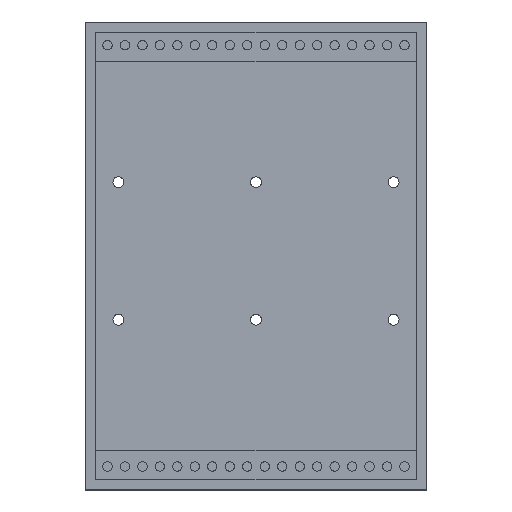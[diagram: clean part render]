
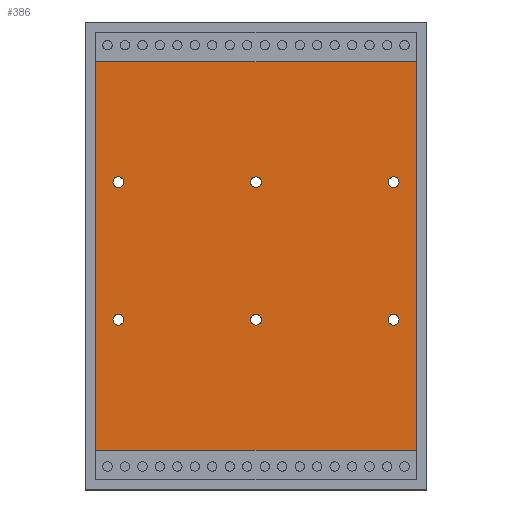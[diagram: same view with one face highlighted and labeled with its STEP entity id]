
A CAD part, top view. The second image highlights one B-rep face of the part: STEP entity #386.
In plain terms, the highlighted planar face has unit normal (0, 0, 1).
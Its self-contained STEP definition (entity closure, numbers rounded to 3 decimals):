
#107=CARTESIAN_POINT('',(87.004,67.827,25.225));
#108=DIRECTION('',(0.,0.,1.));
#109=DIRECTION('',(1.,0.,0.));
#110=AXIS2_PLACEMENT_3D('',#107,#108,#109);
#111=PLANE('',#110);
#112=CARTESIAN_POINT('',(4.001,49.329,25.225));
#113=VERTEX_POINT('',#112);
#114=CARTESIAN_POINT('',(7.201,49.329,25.225));
#115=VERTEX_POINT('',#114);
#116=CARTESIAN_POINT('',(5.601,49.329,25.225));
#117=DIRECTION('',(0.,0.,1.));
#118=DIRECTION('',(1.,0.,-0.));
#119=AXIS2_PLACEMENT_3D('',#116,#117,#118);
#120=CIRCLE('',#119,1.6);
#121=EDGE_CURVE('',#113,#115,#120,.T.);
#122=ORIENTED_EDGE('',*,*,#121,.F.);
#123=CARTESIAN_POINT('',(5.601,49.329,25.225));
#124=DIRECTION('',(0.,0.,1.));
#125=DIRECTION('',(1.,0.,-0.));
#126=AXIS2_PLACEMENT_3D('',#123,#124,#125);
#127=CIRCLE('',#126,1.6);
#128=EDGE_CURVE('',#115,#113,#127,.T.);
#129=ORIENTED_EDGE('',*,*,#128,.F.);
#130=EDGE_LOOP('',(#122,#129));
#131=FACE_BOUND('',#130,.T.);
#132=CARTESIAN_POINT('',(4.001,9.329,25.225));
#133=VERTEX_POINT('',#132);
#134=CARTESIAN_POINT('',(7.201,9.329,25.225));
#135=VERTEX_POINT('',#134);
#136=CARTESIAN_POINT('',(5.601,9.329,25.225));
#137=DIRECTION('',(0.,0.,1.));
#138=DIRECTION('',(1.,0.,-0.));
#139=AXIS2_PLACEMENT_3D('',#136,#137,#138);
#140=CIRCLE('',#139,1.6);
#141=EDGE_CURVE('',#133,#135,#140,.T.);
#142=ORIENTED_EDGE('',*,*,#141,.F.);
#143=CARTESIAN_POINT('',(5.601,9.329,25.225));
#144=DIRECTION('',(0.,0.,1.));
#145=DIRECTION('',(1.,0.,-0.));
#146=AXIS2_PLACEMENT_3D('',#143,#144,#145);
#147=CIRCLE('',#146,1.6);
#148=EDGE_CURVE('',#135,#133,#147,.T.);
#149=ORIENTED_EDGE('',*,*,#148,.F.);
#150=EDGE_LOOP('',(#142,#149));
#151=FACE_BOUND('',#150,.T.);
#152=CARTESIAN_POINT('',(44.001,9.329,25.225));
#153=VERTEX_POINT('',#152);
#154=CARTESIAN_POINT('',(47.201,9.329,25.225));
#155=VERTEX_POINT('',#154);
#156=CARTESIAN_POINT('',(45.601,9.329,25.225));
#157=DIRECTION('',(0.,0.,1.));
#158=DIRECTION('',(1.,0.,-0.));
#159=AXIS2_PLACEMENT_3D('',#156,#157,#158);
#160=CIRCLE('',#159,1.6);
#161=EDGE_CURVE('',#153,#155,#160,.T.);
#162=ORIENTED_EDGE('',*,*,#161,.F.);
#163=CARTESIAN_POINT('',(45.601,9.329,25.225));
#164=DIRECTION('',(0.,0.,1.));
#165=DIRECTION('',(1.,0.,-0.));
#166=AXIS2_PLACEMENT_3D('',#163,#164,#165);
#167=CIRCLE('',#166,1.6);
#168=EDGE_CURVE('',#155,#153,#167,.T.);
#169=ORIENTED_EDGE('',*,*,#168,.F.);
#170=EDGE_LOOP('',(#162,#169));
#171=FACE_BOUND('',#170,.T.);
#172=CARTESIAN_POINT('',(44.001,49.329,25.225));
#173=VERTEX_POINT('',#172);
#174=CARTESIAN_POINT('',(47.201,49.329,25.225));
#175=VERTEX_POINT('',#174);
#176=CARTESIAN_POINT('',(45.601,49.329,25.225));
#177=DIRECTION('',(0.,0.,1.));
#178=DIRECTION('',(1.,0.,-0.));
#179=AXIS2_PLACEMENT_3D('',#176,#177,#178);
#180=CIRCLE('',#179,1.6);
#181=EDGE_CURVE('',#173,#175,#180,.T.);
#182=ORIENTED_EDGE('',*,*,#181,.F.);
#183=CARTESIAN_POINT('',(45.601,49.329,25.225));
#184=DIRECTION('',(0.,0.,1.));
#185=DIRECTION('',(1.,0.,-0.));
#186=AXIS2_PLACEMENT_3D('',#183,#184,#185);
#187=CIRCLE('',#186,1.6);
#188=EDGE_CURVE('',#175,#173,#187,.T.);
#189=ORIENTED_EDGE('',*,*,#188,.F.);
#190=EDGE_LOOP('',(#182,#189));
#191=FACE_BOUND('',#190,.T.);
#192=CARTESIAN_POINT('',(44.001,89.329,25.225));
#193=VERTEX_POINT('',#192);
#194=CARTESIAN_POINT('',(47.201,89.329,25.225));
#195=VERTEX_POINT('',#194);
#196=CARTESIAN_POINT('',(45.601,89.329,25.225));
#197=DIRECTION('',(0.,0.,1.));
#198=DIRECTION('',(1.,0.,-0.));
#199=AXIS2_PLACEMENT_3D('',#196,#197,#198);
#200=CIRCLE('',#199,1.6);
#201=EDGE_CURVE('',#193,#195,#200,.T.);
#202=ORIENTED_EDGE('',*,*,#201,.F.);
#203=CARTESIAN_POINT('',(45.601,89.329,25.225));
#204=DIRECTION('',(0.,0.,1.));
#205=DIRECTION('',(1.,0.,-0.));
#206=AXIS2_PLACEMENT_3D('',#203,#204,#205);
#207=CIRCLE('',#206,1.6);
#208=EDGE_CURVE('',#195,#193,#207,.T.);
#209=ORIENTED_EDGE('',*,*,#208,.F.);
#210=EDGE_LOOP('',(#202,#209));
#211=FACE_BOUND('',#210,.T.);
#212=CARTESIAN_POINT('',(44.001,129.329,25.225));
#213=VERTEX_POINT('',#212);
#214=CARTESIAN_POINT('',(47.201,129.329,25.225));
#215=VERTEX_POINT('',#214);
#216=CARTESIAN_POINT('',(45.601,129.329,25.225));
#217=DIRECTION('',(0.,0.,1.));
#218=DIRECTION('',(1.,0.,-0.));
#219=AXIS2_PLACEMENT_3D('',#216,#217,#218);
#220=CIRCLE('',#219,1.6);
#221=EDGE_CURVE('',#213,#215,#220,.T.);
#222=ORIENTED_EDGE('',*,*,#221,.F.);
#223=CARTESIAN_POINT('',(45.601,129.329,25.225));
#224=DIRECTION('',(0.,0.,1.));
#225=DIRECTION('',(1.,0.,-0.));
#226=AXIS2_PLACEMENT_3D('',#223,#224,#225);
#227=CIRCLE('',#226,1.6);
#228=EDGE_CURVE('',#215,#213,#227,.T.);
#229=ORIENTED_EDGE('',*,*,#228,.F.);
#230=EDGE_LOOP('',(#222,#229));
#231=FACE_BOUND('',#230,.T.);
#232=CARTESIAN_POINT('',(84.001,89.329,25.225));
#233=VERTEX_POINT('',#232);
#234=CARTESIAN_POINT('',(87.201,89.329,25.225));
#235=VERTEX_POINT('',#234);
#236=CARTESIAN_POINT('',(85.601,89.329,25.225));
#237=DIRECTION('',(0.,0.,1.));
#238=DIRECTION('',(1.,0.,-0.));
#239=AXIS2_PLACEMENT_3D('',#236,#237,#238);
#240=CIRCLE('',#239,1.6);
#241=EDGE_CURVE('',#233,#235,#240,.T.);
#242=ORIENTED_EDGE('',*,*,#241,.F.);
#243=CARTESIAN_POINT('',(85.601,89.329,25.225));
#244=DIRECTION('',(0.,0.,1.));
#245=DIRECTION('',(1.,0.,-0.));
#246=AXIS2_PLACEMENT_3D('',#243,#244,#245);
#247=CIRCLE('',#246,1.6);
#248=EDGE_CURVE('',#235,#233,#247,.T.);
#249=ORIENTED_EDGE('',*,*,#248,.F.);
#250=EDGE_LOOP('',(#242,#249));
#251=FACE_BOUND('',#250,.T.);
#252=CARTESIAN_POINT('',(84.001,129.329,25.225));
#253=VERTEX_POINT('',#252);
#254=CARTESIAN_POINT('',(87.201,129.329,25.225));
#255=VERTEX_POINT('',#254);
#256=CARTESIAN_POINT('',(85.601,129.329,25.225));
#257=DIRECTION('',(0.,0.,1.));
#258=DIRECTION('',(1.,0.,-0.));
#259=AXIS2_PLACEMENT_3D('',#256,#257,#258);
#260=CIRCLE('',#259,1.6);
#261=EDGE_CURVE('',#253,#255,#260,.T.);
#262=ORIENTED_EDGE('',*,*,#261,.F.);
#263=CARTESIAN_POINT('',(85.601,129.329,25.225));
#264=DIRECTION('',(0.,0.,1.));
#265=DIRECTION('',(1.,0.,-0.));
#266=AXIS2_PLACEMENT_3D('',#263,#264,#265);
#267=CIRCLE('',#266,1.6);
#268=EDGE_CURVE('',#255,#253,#267,.T.);
#269=ORIENTED_EDGE('',*,*,#268,.F.);
#270=EDGE_LOOP('',(#262,#269));
#271=FACE_BOUND('',#270,.T.);
#272=CARTESIAN_POINT('',(84.001,49.329,25.225));
#273=VERTEX_POINT('',#272);
#274=CARTESIAN_POINT('',(87.201,49.329,25.225));
#275=VERTEX_POINT('',#274);
#276=CARTESIAN_POINT('',(85.601,49.329,25.225));
#277=DIRECTION('',(0.,0.,1.));
#278=DIRECTION('',(1.,0.,-0.));
#279=AXIS2_PLACEMENT_3D('',#276,#277,#278);
#280=CIRCLE('',#279,1.6);
#281=EDGE_CURVE('',#273,#275,#280,.T.);
#282=ORIENTED_EDGE('',*,*,#281,.F.);
#283=CARTESIAN_POINT('',(85.601,49.329,25.225));
#284=DIRECTION('',(0.,0.,1.));
#285=DIRECTION('',(1.,0.,-0.));
#286=AXIS2_PLACEMENT_3D('',#283,#284,#285);
#287=CIRCLE('',#286,1.6);
#288=EDGE_CURVE('',#275,#273,#287,.T.);
#289=ORIENTED_EDGE('',*,*,#288,.F.);
#290=EDGE_LOOP('',(#282,#289));
#291=FACE_BOUND('',#290,.T.);
#292=CARTESIAN_POINT('',(84.001,9.329,25.225));
#293=VERTEX_POINT('',#292);
#294=CARTESIAN_POINT('',(87.201,9.329,25.225));
#295=VERTEX_POINT('',#294);
#296=CARTESIAN_POINT('',(85.601,9.329,25.225));
#297=DIRECTION('',(0.,0.,1.));
#298=DIRECTION('',(1.,0.,-0.));
#299=AXIS2_PLACEMENT_3D('',#296,#297,#298);
#300=CIRCLE('',#299,1.6);
#301=EDGE_CURVE('',#293,#295,#300,.T.);
#302=ORIENTED_EDGE('',*,*,#301,.F.);
#303=CARTESIAN_POINT('',(85.601,9.329,25.225));
#304=DIRECTION('',(0.,0.,1.));
#305=DIRECTION('',(1.,0.,-0.));
#306=AXIS2_PLACEMENT_3D('',#303,#304,#305);
#307=CIRCLE('',#306,1.6);
#308=EDGE_CURVE('',#295,#293,#307,.T.);
#309=ORIENTED_EDGE('',*,*,#308,.F.);
#310=EDGE_LOOP('',(#302,#309));
#311=FACE_BOUND('',#310,.T.);
#312=CARTESIAN_POINT('',(4.001,129.329,25.225));
#313=VERTEX_POINT('',#312);
#314=CARTESIAN_POINT('',(7.201,129.329,25.225));
#315=VERTEX_POINT('',#314);
#316=CARTESIAN_POINT('',(5.601,129.329,25.225));
#317=DIRECTION('',(0.,0.,1.));
#318=DIRECTION('',(1.,0.,-0.));
#319=AXIS2_PLACEMENT_3D('',#316,#317,#318);
#320=CIRCLE('',#319,1.6);
#321=EDGE_CURVE('',#313,#315,#320,.T.);
#322=ORIENTED_EDGE('',*,*,#321,.F.);
#323=CARTESIAN_POINT('',(5.601,129.329,25.225));
#324=DIRECTION('',(0.,0.,1.));
#325=DIRECTION('',(1.,0.,-0.));
#326=AXIS2_PLACEMENT_3D('',#323,#324,#325);
#327=CIRCLE('',#326,1.6);
#328=EDGE_CURVE('',#315,#313,#327,.T.);
#329=ORIENTED_EDGE('',*,*,#328,.F.);
#330=EDGE_LOOP('',(#322,#329));
#331=FACE_BOUND('',#330,.T.);
#332=CARTESIAN_POINT('',(4.001,89.329,25.225));
#333=VERTEX_POINT('',#332);
#334=CARTESIAN_POINT('',(7.201,89.329,25.225));
#335=VERTEX_POINT('',#334);
#336=CARTESIAN_POINT('',(5.601,89.329,25.225));
#337=DIRECTION('',(0.,0.,1.));
#338=DIRECTION('',(1.,0.,-0.));
#339=AXIS2_PLACEMENT_3D('',#336,#337,#338);
#340=CIRCLE('',#339,1.6);
#341=EDGE_CURVE('',#333,#335,#340,.T.);
#342=ORIENTED_EDGE('',*,*,#341,.F.);
#343=CARTESIAN_POINT('',(5.601,89.329,25.225));
#344=DIRECTION('',(0.,0.,1.));
#345=DIRECTION('',(1.,0.,-0.));
#346=AXIS2_PLACEMENT_3D('',#343,#344,#345);
#347=CIRCLE('',#346,1.6);
#348=EDGE_CURVE('',#335,#333,#347,.T.);
#349=ORIENTED_EDGE('',*,*,#348,.F.);
#350=EDGE_LOOP('',(#342,#349));
#351=FACE_BOUND('',#350,.T.);
#352=CARTESIAN_POINT('',(-0.994,2.828,25.225));
#353=VERTEX_POINT('',#352);
#354=CARTESIAN_POINT('',(92.19,2.828,25.225));
#355=VERTEX_POINT('',#354);
#356=CARTESIAN_POINT('',(-0.994,2.828,25.225));
#357=DIRECTION('',(1.,0.,-0.));
#358=VECTOR('',#357,93.184);
#359=LINE('',#356,#358);
#360=EDGE_CURVE('',#353,#355,#359,.T.);
#361=ORIENTED_EDGE('',*,*,#360,.T.);
#362=CARTESIAN_POINT('',(92.19,135.826,25.225));
#363=VERTEX_POINT('',#362);
#364=CARTESIAN_POINT('',(92.19,135.826,25.225));
#365=DIRECTION('',(0.,-1.,0.));
#366=VECTOR('',#365,132.998);
#367=LINE('',#364,#366);
#368=EDGE_CURVE('',#363,#355,#367,.T.);
#369=ORIENTED_EDGE('',*,*,#368,.F.);
#370=CARTESIAN_POINT('',(-0.994,135.826,25.225));
#371=VERTEX_POINT('',#370);
#372=CARTESIAN_POINT('',(92.19,135.826,25.225));
#373=DIRECTION('',(-1.,-0.,0.));
#374=VECTOR('',#373,93.184);
#375=LINE('',#372,#374);
#376=EDGE_CURVE('',#363,#371,#375,.T.);
#377=ORIENTED_EDGE('',*,*,#376,.T.);
#378=CARTESIAN_POINT('',(-0.994,135.826,25.225));
#379=DIRECTION('',(0.,-1.,0.));
#380=VECTOR('',#379,132.998);
#381=LINE('',#378,#380);
#382=EDGE_CURVE('',#371,#353,#381,.T.);
#383=ORIENTED_EDGE('',*,*,#382,.T.);
#384=EDGE_LOOP('',(#361,#369,#377,#383));
#385=FACE_BOUND('',#384,.T.);
#386=ADVANCED_FACE('',(#131,#151,#171,#191,#211,#231,#251,#271,#291,#311,#331,#351,#385),#111,.T.);
